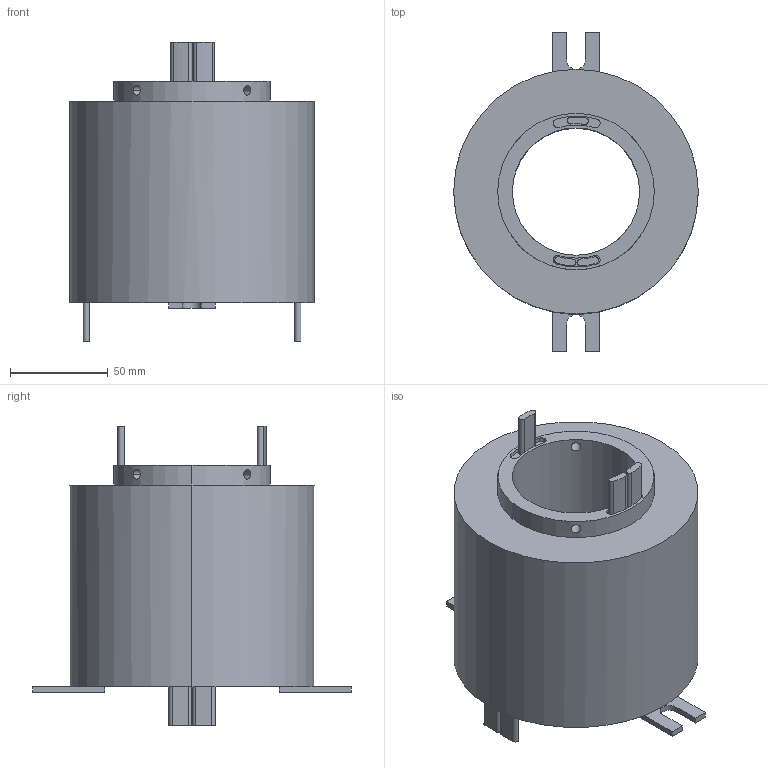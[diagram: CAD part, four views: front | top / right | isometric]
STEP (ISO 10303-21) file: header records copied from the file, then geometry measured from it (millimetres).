
FILE_DESCRIPTION (( 'STEP AP203' ), '1' );
FILE_NAME ('RX01231006.STEP', '2021-02-03T06:40:47', ( 'admin321' ), ( '' ), 'SwSTEP 2.0', 'SolidWorks 2014', '' );
FILE_SCHEMA (( 'CONFIG_CONTROL_DESIGN' ));
Length unit declared in the file: millimetre
Products named in the file (1): RX01231006
Bounding box: 125 x 163 x 153 mm (x, y, z)
Volume: 946792.1 mm3; surface area: 90372.6 mm2
Topology: 1 solids, 1 shells, 112 faces, 273 edges, 178 vertices
Faces by surface type: cylinder 59, plane 45, cone 8
Entity records: 3876 total; most frequent: CARTESIAN_POINT 1060, DIRECTION 597, ORIENTED_EDGE 546, EDGE_CURVE 273, AXIS2_PLACEMENT_3D 227, VERTEX_POINT 178, VECTOR 143, LINE 143
